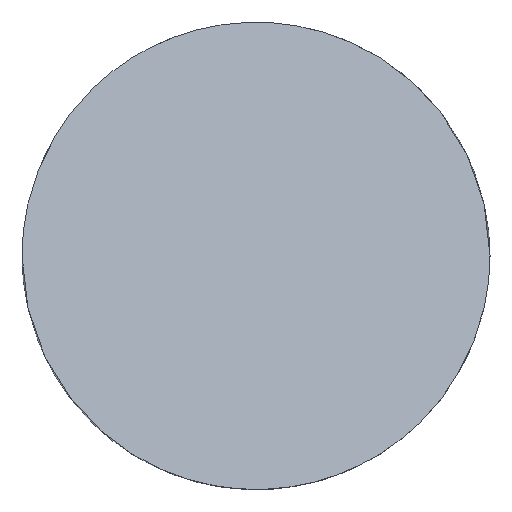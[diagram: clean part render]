
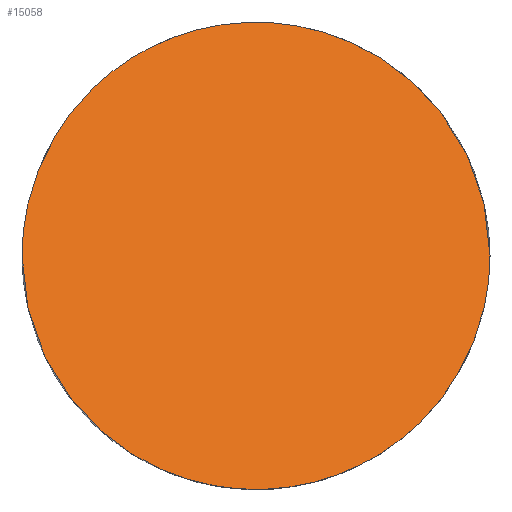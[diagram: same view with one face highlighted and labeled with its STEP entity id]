
A CAD part, top view. The second image highlights one B-rep face of the part: STEP entity #15058.
In plain terms, the highlighted planar face has unit normal (0, 0.707, 0.707).
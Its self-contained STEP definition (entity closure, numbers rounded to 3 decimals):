
#10472 = CARTESIAN_POINT ( 'NONE',  ( -12.7, 0., 4.243 ) ) ;
#10473 = CARTESIAN_POINT ( 'NONE',  ( -12.7, 25.4, -21.156 ) ) ;
#10474 = CARTESIAN_POINT ( 'NONE',  ( 12.7, 25.4, -21.156 ) ) ;
#10475 = CARTESIAN_POINT ( 'NONE',  ( 12.7, 0., 4.243 ) ) ;
#10476 =( BOUNDED_CURVE ( )  B_SPLINE_CURVE ( 3, ( #10475, #10474, #10473, #10472 ),
 .UNSPECIFIED., .F., .T. ) 
 B_SPLINE_CURVE_WITH_KNOTS ( ( 4, 4 ),
 ( 4.712, 7.854 ),
 .UNSPECIFIED. ) 
 CURVE ( )  GEOMETRIC_REPRESENTATION_ITEM ( )  RATIONAL_B_SPLINE_CURVE ( ( 1., 0.333, 0.333, 1. ) ) 
 REPRESENTATION_ITEM ( '' )  );
#10477 = CARTESIAN_POINT ( 'NONE',  ( -12.7, 0., 4.243 ) ) ;
#10478 = CARTESIAN_POINT ( 'NONE',  ( 12.7, 0., 4.243 ) ) ;
#11556 = FACE_OUTER_BOUND ( 'NONE', #15059, .T. ) ;
#11602 = DIRECTION ( 'NONE',  ( 0., -0.707, 0.707 ) ) ;
#11603 = DIRECTION ( 'NONE',  ( 0., 0.707, 0.707 ) ) ;
#11604 = CARTESIAN_POINT ( 'NONE',  ( -25., 12.7, -8.457 ) ) ;
#11605 = AXIS2_PLACEMENT_3D ( 'NONE', #11604, #11603, #11602 ) ;
#11608 = PLANE ( 'NONE',  #11605 ) ;
#11818 = CARTESIAN_POINT ( 'NONE',  ( 12.7, 0., 4.243 ) ) ;
#11819 = CARTESIAN_POINT ( 'NONE',  ( 12.7, -25.4, 29.641 ) ) ;
#11820 = CARTESIAN_POINT ( 'NONE',  ( -12.7, -25.4, 29.641 ) ) ;
#11821 = CARTESIAN_POINT ( 'NONE',  ( -12.7, 0., 4.243 ) ) ;
#11822 =( BOUNDED_CURVE ( )  B_SPLINE_CURVE ( 3, ( #11821, #11820, #11819, #11818 ),
 .UNSPECIFIED., .F., .T. ) 
 B_SPLINE_CURVE_WITH_KNOTS ( ( 4, 4 ),
 ( 1.571, 4.712 ),
 .UNSPECIFIED. ) 
 CURVE ( )  GEOMETRIC_REPRESENTATION_ITEM ( )  RATIONAL_B_SPLINE_CURVE ( ( 1., 0.333, 0.333, 1. ) ) 
 REPRESENTATION_ITEM ( '' )  );
#14800 = EDGE_CURVE ( 'NONE', #14801, #14802, #10476, .T. ) ;
#14801 = VERTEX_POINT ( 'NONE', #10478 ) ;
#14802 = VERTEX_POINT ( 'NONE', #10477 ) ;
#15058 = ADVANCED_FACE ( 'NONE', ( #11556 ), #11608, .T. ) ;
#15059 = EDGE_LOOP ( 'NONE', ( #15060, #15061 ) ) ;
#15060 = ORIENTED_EDGE ( 'NONE', *, *, #15118, .T. ) ;
#15061 = ORIENTED_EDGE ( 'NONE', *, *, #14800, .T. ) ;
#15118 = EDGE_CURVE ( 'NONE', #14802, #14801, #11822, .T. ) ;
